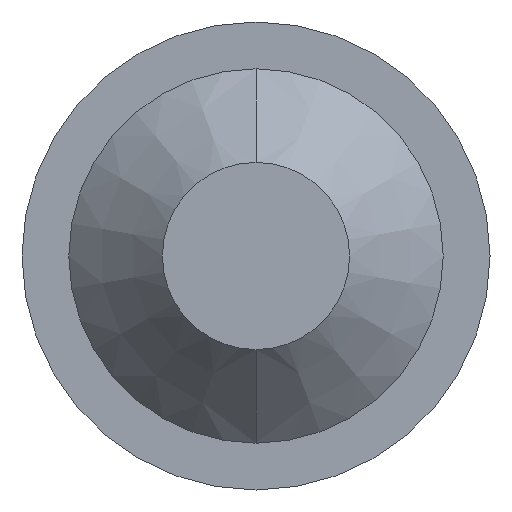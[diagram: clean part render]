
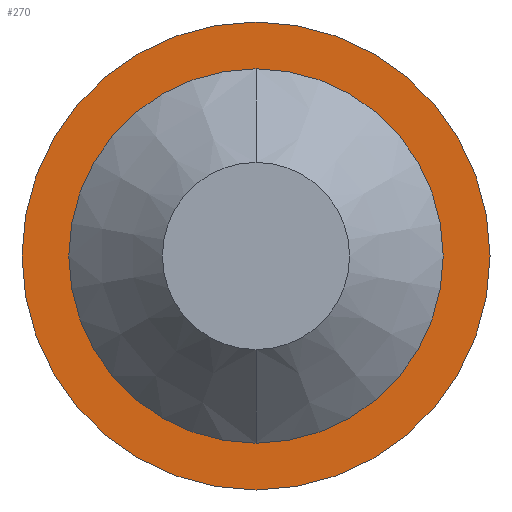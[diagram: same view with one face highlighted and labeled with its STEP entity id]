
A CAD part, front view. The second image highlights one B-rep face of the part: STEP entity #270.
In plain terms, the highlighted planar face has unit normal (0, -1, 0).
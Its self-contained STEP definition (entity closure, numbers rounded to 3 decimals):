
#3 = AXIS2_PLACEMENT_3D ( 'NONE', #371, #279, #546 ) ;
#9 = ORIENTED_EDGE ( 'NONE', *, *, #477, .T. ) ;
#10 = CARTESIAN_POINT ( 'NONE',  ( 0., 0., 0. ) ) ;
#50 = CIRCLE ( 'NONE', #395, 1. ) ;
#51 = PLANE ( 'NONE',  #3 ) ;
#64 = AXIS2_PLACEMENT_3D ( 'NONE', #311, #492, #269 ) ;
#74 = CIRCLE ( 'NONE', #164, 1. ) ;
#89 = FACE_OUTER_BOUND ( 'NONE', #380, .T. ) ;
#99 = CARTESIAN_POINT ( 'NONE',  ( 0., 0., 0. ) ) ;
#127 = VERTEX_POINT ( 'NONE', #179 ) ;
#130 = VERTEX_POINT ( 'NONE', #265 ) ;
#164 = AXIS2_PLACEMENT_3D ( 'NONE', #10, #466, #188 ) ;
#175 = ORIENTED_EDGE ( 'NONE', *, *, #316, .T. ) ;
#179 = CARTESIAN_POINT ( 'NONE',  ( 0., 0., 1. ) ) ;
#188 = DIRECTION ( 'NONE',  ( 0., 0., 1. ) ) ;
#189 = VERTEX_POINT ( 'NONE', #353 ) ;
#197 = CARTESIAN_POINT ( 'NONE',  ( 0., 0., 0. ) ) ;
#198 = VERTEX_POINT ( 'NONE', #526 ) ;
#199 = DIRECTION ( 'NONE',  ( 0., 0., 1. ) ) ;
#202 = EDGE_CURVE ( 'NONE', #189, #198, #306, .T. ) ;
#265 = CARTESIAN_POINT ( 'NONE',  ( 0., 0., -1. ) ) ;
#269 = DIRECTION ( 'NONE',  ( 0., 0., 1. ) ) ;
#270 = ADVANCED_FACE ( 'NONE', ( #504, #89 ), #51, .F. ) ;
#277 = ORIENTED_EDGE ( 'NONE', *, *, #202, .F. ) ;
#279 = DIRECTION ( 'NONE',  ( 0., 1., 0. ) ) ;
#283 = DIRECTION ( 'NONE',  ( 0., 1., 0. ) ) ;
#306 = CIRCLE ( 'NONE', #64, 1.25 ) ;
#307 = AXIS2_PLACEMENT_3D ( 'NONE', #99, #283, #458 ) ;
#311 = CARTESIAN_POINT ( 'NONE',  ( 0., 0., 0. ) ) ;
#316 = EDGE_CURVE ( 'NONE', #127, #130, #74, .T. ) ;
#353 = CARTESIAN_POINT ( 'NONE',  ( 0., 0., -1.25 ) ) ;
#367 = CIRCLE ( 'NONE', #307, 1.25 ) ;
#371 = CARTESIAN_POINT ( 'NONE',  ( 0., 0., 0. ) ) ;
#380 = EDGE_LOOP ( 'NONE', ( #277, #457 ) ) ;
#395 = AXIS2_PLACEMENT_3D ( 'NONE', #197, #473, #199 ) ;
#409 = EDGE_CURVE ( 'NONE', #198, #189, #367, .T. ) ;
#416 = EDGE_LOOP ( 'NONE', ( #175, #9 ) ) ;
#457 = ORIENTED_EDGE ( 'NONE', *, *, #409, .F. ) ;
#458 = DIRECTION ( 'NONE',  ( 0., 0., 1. ) ) ;
#466 = DIRECTION ( 'NONE',  ( 0., 1., 0. ) ) ;
#473 = DIRECTION ( 'NONE',  ( 0., 1., 0. ) ) ;
#477 = EDGE_CURVE ( 'NONE', #130, #127, #50, .T. ) ;
#492 = DIRECTION ( 'NONE',  ( 0., 1., 0. ) ) ;
#504 = FACE_BOUND ( 'NONE', #416, .T. ) ;
#526 = CARTESIAN_POINT ( 'NONE',  ( 0., 0., 1.25 ) ) ;
#546 = DIRECTION ( 'NONE',  ( 0., 0., 1. ) ) ;
